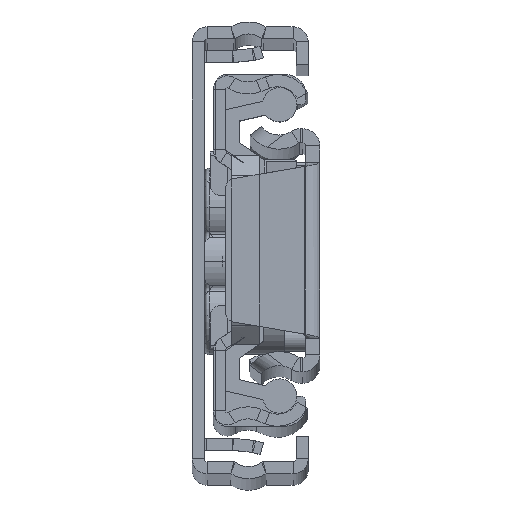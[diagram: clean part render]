
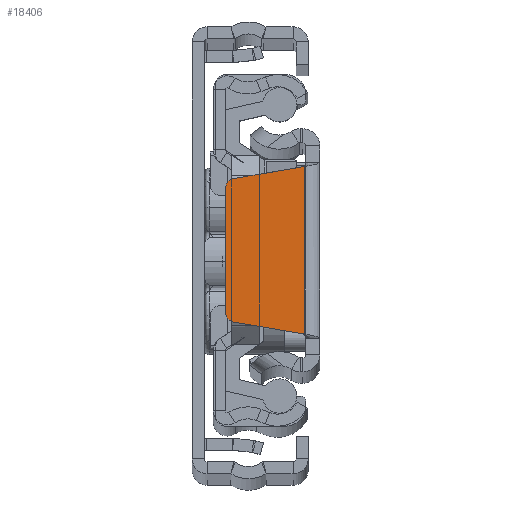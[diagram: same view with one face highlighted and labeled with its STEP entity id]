
A CAD part, top view. The second image highlights one B-rep face of the part: STEP entity #18406.
In plain terms, the highlighted planar face has unit normal (0, 0, 1).
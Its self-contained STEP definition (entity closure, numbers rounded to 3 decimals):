
#80 = VECTOR ( 'NONE', #13808, 1000. ) ;
#179 = DIRECTION ( 'NONE',  ( 0., 1., 0. ) ) ;
#428 = ORIENTED_EDGE ( 'NONE', *, *, #1516, .F. ) ;
#526 = VERTEX_POINT ( 'NONE', #6404 ) ;
#991 = VECTOR ( 'NONE', #179, 1000. ) ;
#1173 = FACE_OUTER_BOUND ( 'NONE', #14163, .T. ) ;
#1270 = VERTEX_POINT ( 'NONE', #15813 ) ;
#1375 = CARTESIAN_POINT ( 'NONE',  ( -8.4, 6.156, 0. ) ) ;
#1516 = EDGE_CURVE ( 'NONE', #526, #11036, #10058, .T. ) ;
#1982 = DIRECTION ( 'NONE',  ( 0., -1., 0. ) ) ;
#3502 = AXIS2_PLACEMENT_3D ( 'NONE', #1375, #9717, #7794 ) ;
#3610 = CARTESIAN_POINT ( 'NONE',  ( -1.5, -8.35, 0. ) ) ;
#3817 = LINE ( 'NONE', #3610, #15794 ) ;
#4185 = CARTESIAN_POINT ( 'NONE',  ( -8.4, -6.156, 0. ) ) ;
#4751 = DIRECTION ( 'NONE',  ( -1., 0., 0. ) ) ;
#4839 = CARTESIAN_POINT ( 'NONE',  ( -8.568, 7.142, 0. ) ) ;
#4945 = CARTESIAN_POINT ( 'NONE',  ( -8.568, -7.142, 0. ) ) ;
#5467 = AXIS2_PLACEMENT_3D ( 'NONE', #4185, #13998, #19448 ) ;
#5757 = LINE ( 'NONE', #12180, #80 ) ;
#5992 = VERTEX_POINT ( 'NONE', #20421 ) ;
#6404 = CARTESIAN_POINT ( 'NONE',  ( -9.4, -6.156, 0. ) ) ;
#6515 = ORIENTED_EDGE ( 'NONE', *, *, #18557, .F. ) ;
#6916 = LINE ( 'NONE', #4945, #18489 ) ;
#7794 = DIRECTION ( 'NONE',  ( -1., 0., 0. ) ) ;
#8436 = DIRECTION ( 'NONE',  ( -0.986, 0.168, 0. ) ) ;
#8477 = ORIENTED_EDGE ( 'NONE', *, *, #12883, .F. ) ;
#8962 = ORIENTED_EDGE ( 'NONE', *, *, #16914, .F. ) ;
#9717 = DIRECTION ( 'NONE',  ( 0., 0., -1. ) ) ;
#9970 = CARTESIAN_POINT ( 'NONE',  ( -8.4, 6.156, 0. ) ) ;
#10058 = LINE ( 'NONE', #15114, #991 ) ;
#11036 = VERTEX_POINT ( 'NONE', #19808 ) ;
#11359 = PLANE ( 'NONE',  #3502 ) ;
#12164 = EDGE_CURVE ( 'NONE', #11036, #12576, #14177, .T. ) ;
#12180 = CARTESIAN_POINT ( 'NONE',  ( -1.5, 8.35, 0. ) ) ;
#12576 = VERTEX_POINT ( 'NONE', #4839 ) ;
#12843 = CARTESIAN_POINT ( 'NONE',  ( -1.5, -8.35, 0. ) ) ;
#12883 = EDGE_CURVE ( 'NONE', #1270, #526, #14870, .T. ) ;
#13808 = DIRECTION ( 'NONE',  ( 0.986, 0.168, 0. ) ) ;
#13998 = DIRECTION ( 'NONE',  ( 0., 0., -1. ) ) ;
#14163 = EDGE_LOOP ( 'NONE', ( #20068, #8962, #20647, #428, #8477, #6515 ) ) ;
#14177 = CIRCLE ( 'NONE', #16586, 1. ) ;
#14870 = CIRCLE ( 'NONE', #5467, 1. ) ;
#15114 = CARTESIAN_POINT ( 'NONE',  ( -9.4, 6.156, 0. ) ) ;
#15794 = VECTOR ( 'NONE', #1982, 1000. ) ;
#15813 = CARTESIAN_POINT ( 'NONE',  ( -8.568, -7.142, 0. ) ) ;
#16586 = AXIS2_PLACEMENT_3D ( 'NONE', #9970, #21554, #4751 ) ;
#16914 = EDGE_CURVE ( 'NONE', #12576, #5992, #5757, .T. ) ;
#17837 = EDGE_CURVE ( 'NONE', #5992, #17878, #3817, .T. ) ;
#17878 = VERTEX_POINT ( 'NONE', #12843 ) ;
#18406 = ADVANCED_FACE ( 'NONE', ( #1173 ), #11359, .F. ) ;
#18489 = VECTOR ( 'NONE', #8436, 1000. ) ;
#18557 = EDGE_CURVE ( 'NONE', #17878, #1270, #6916, .T. ) ;
#19448 = DIRECTION ( 'NONE',  ( -1., 0., 0. ) ) ;
#19808 = CARTESIAN_POINT ( 'NONE',  ( -9.4, 6.156, 0. ) ) ;
#20068 = ORIENTED_EDGE ( 'NONE', *, *, #17837, .F. ) ;
#20421 = CARTESIAN_POINT ( 'NONE',  ( -1.5, 8.35, 0. ) ) ;
#20647 = ORIENTED_EDGE ( 'NONE', *, *, #12164, .F. ) ;
#21554 = DIRECTION ( 'NONE',  ( 0., 0., -1. ) ) ;
